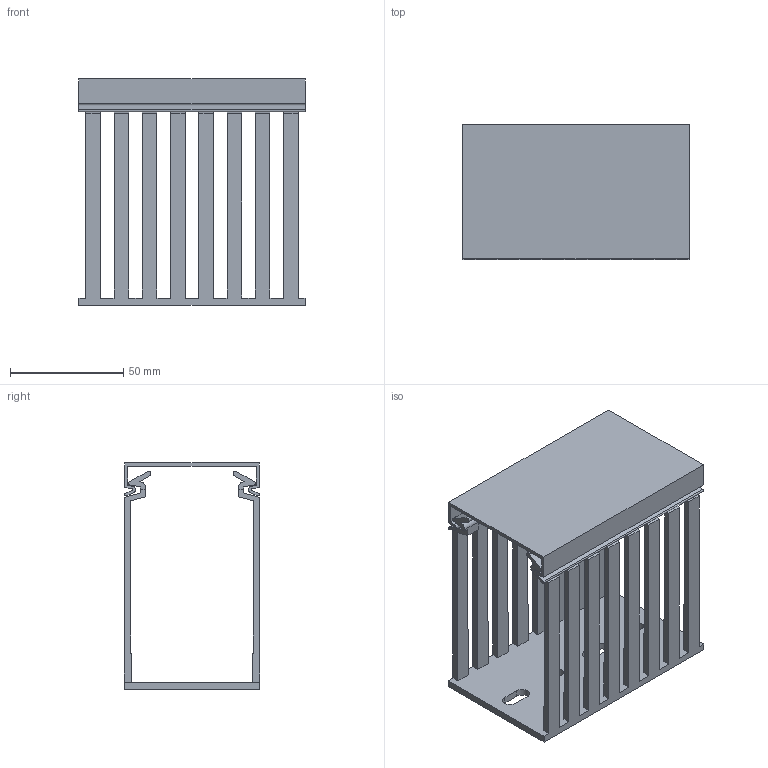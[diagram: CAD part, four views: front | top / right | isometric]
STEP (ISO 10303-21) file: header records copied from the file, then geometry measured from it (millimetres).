
FILE_DESCRIPTION((''),'2;1');
FILE_NAME('BA71000600_ASM','2022-04-20T07:13:13',('buserr'),(''),'CREO PARAMETRIC BY PTC INC, 2021184','CREO PARAMETRIC BY PTC INC, 2021184','');
FILE_SCHEMA(('AUTOMOTIVE_DESIGN { 1 0 10303 214 1 1 1 1 }'));
Length unit declared in the file: millimetre
Products named in the file (3): PROXY_BA71000601; PROXY_BA7602; BA71000600_ASM
Assembly tree (2 placements, depth 2):
  BA71000600_ASM
    PROXY_BA71000601
    PROXY_BA7602
Bounding box: 100 x 60 x 100 mm (x, y, z)
Volume: 62774.8 mm3; surface area: 65298 mm2
Topology: 2 solids, 2 shells, 318 faces, 1003 edges, 716 vertices
Faces by surface type: plane 256, cylinder 62
Entity records: 12773 total; most frequent: CARTESIAN_POINT 2024, DIRECTION 1902, ORIENTED_EDGE 1884, EDGE_CURVE 942, VECTOR 861, LINE 861, VERTEX_POINT 628, AXIS2_PLACEMENT_3D 516
